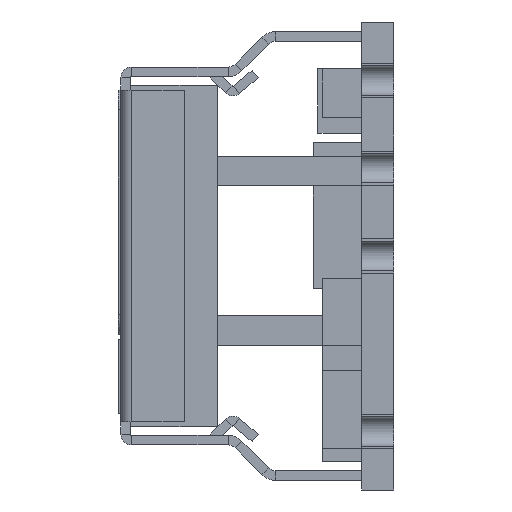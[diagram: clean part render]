
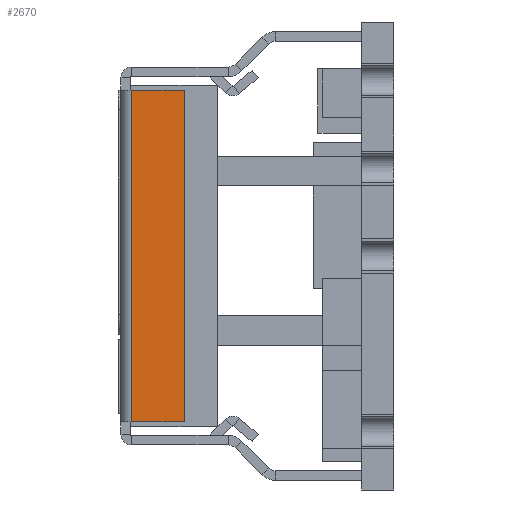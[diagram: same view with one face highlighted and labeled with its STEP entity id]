
A CAD part, left-side view. The second image highlights one B-rep face of the part: STEP entity #2670.
In plain terms, the highlighted planar face has unit normal (-1, 0, 0).
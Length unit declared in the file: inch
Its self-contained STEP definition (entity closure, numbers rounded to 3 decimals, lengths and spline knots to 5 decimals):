
#228 = VECTOR ( 'NONE', #3065, 39.37008 ) ;
#1355 = EDGE_LOOP ( 'NONE', ( #2383, #3391, #22472, #19992 ) ) ;
#1573 = DIRECTION ( 'NONE',  ( 0., 1., 0. ) ) ;
#2383 = ORIENTED_EDGE ( 'NONE', *, *, #4463, .T. ) ;
#2670 = ADVANCED_FACE ( 'NONE', ( #22129 ), #22117, .T. ) ;
#3065 = DIRECTION ( 'NONE',  ( 0., 0., 1. ) ) ;
#3350 = CARTESIAN_POINT ( 'NONE',  ( -0.19784, 0.215, -0.17 ) ) ;
#3391 = ORIENTED_EDGE ( 'NONE', *, *, #7518, .T. ) ;
#3555 = EDGE_CURVE ( 'NONE', #18386, #10693, #11892, .T. ) ;
#3906 = VECTOR ( 'NONE', #17480, 39.37008 ) ;
#4414 = CARTESIAN_POINT ( 'NONE',  ( -0.19784, 0.26916, -0.17 ) ) ;
#4463 = EDGE_CURVE ( 'NONE', #10693, #13935, #14021, .T. ) ;
#6624 = CARTESIAN_POINT ( 'NONE',  ( -0.19784, 0., -0.17 ) ) ;
#7056 = EDGE_CURVE ( 'NONE', #18229, #18386, #21616, .T. ) ;
#7518 = EDGE_CURVE ( 'NONE', #13935, #18229, #20488, .T. ) ;
#8404 = CARTESIAN_POINT ( 'NONE',  ( -0.19784, 0.215, 0. ) ) ;
#9054 = CARTESIAN_POINT ( 'NONE',  ( -0.19784, 0.26916, 0.17 ) ) ;
#10693 = VERTEX_POINT ( 'NONE', #19464 ) ;
#11570 = CARTESIAN_POINT ( 'NONE',  ( -0.19784, 0.26916, 0. ) ) ;
#11641 = DIRECTION ( 'NONE',  ( 0., 0., -1. ) ) ;
#11892 = LINE ( 'NONE', #8404, #228 ) ;
#13466 = CARTESIAN_POINT ( 'NONE',  ( -0.19784, 0., 0. ) ) ;
#13935 = VERTEX_POINT ( 'NONE', #9054 ) ;
#14021 = LINE ( 'NONE', #20846, #14846 ) ;
#14846 = VECTOR ( 'NONE', #1573, 39.37008 ) ;
#15235 = VECTOR ( 'NONE', #11641, 39.37008 ) ;
#15298 = DIRECTION ( 'NONE',  ( 0., -1., 0. ) ) ;
#17480 = DIRECTION ( 'NONE',  ( 0., -1., 0. ) ) ;
#18229 = VERTEX_POINT ( 'NONE', #4414 ) ;
#18386 = VERTEX_POINT ( 'NONE', #3350 ) ;
#19464 = CARTESIAN_POINT ( 'NONE',  ( -0.19784, 0.215, 0.17 ) ) ;
#19725 = AXIS2_PLACEMENT_3D ( 'NONE', #13466, #20557, #15298 ) ;
#19992 = ORIENTED_EDGE ( 'NONE', *, *, #3555, .T. ) ;
#20488 = LINE ( 'NONE', #11570, #15235 ) ;
#20557 = DIRECTION ( 'NONE',  ( -1., 0., 0. ) ) ;
#20846 = CARTESIAN_POINT ( 'NONE',  ( -0.19784, 0., 0.17 ) ) ;
#21616 = LINE ( 'NONE', #6624, #3906 ) ;
#22117 = PLANE ( 'NONE',  #19725 ) ;
#22129 = FACE_OUTER_BOUND ( 'NONE', #1355, .T. ) ;
#22472 = ORIENTED_EDGE ( 'NONE', *, *, #7056, .T. ) ;
